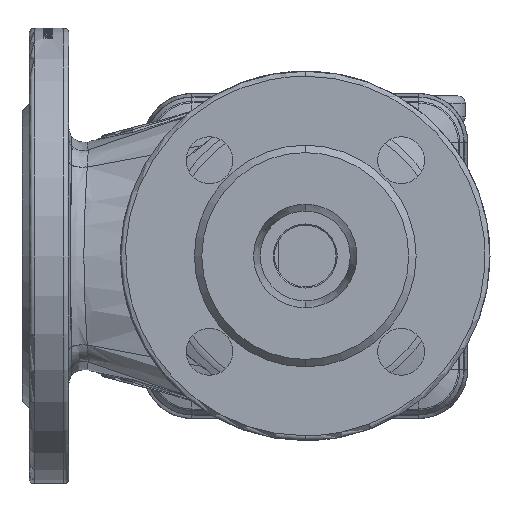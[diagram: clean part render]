
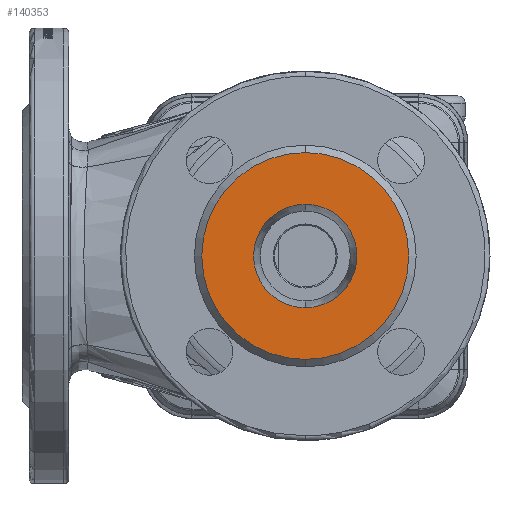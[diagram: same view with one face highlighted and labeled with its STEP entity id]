
A CAD part, front view. The second image highlights one B-rep face of the part: STEP entity #140353.
In plain terms, the highlighted planar face has unit normal (0, -1, 0).
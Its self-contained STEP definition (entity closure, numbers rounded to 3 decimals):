
#34050=CARTESIAN_POINT('',(-0.,-140.,42.));
#34051=VERTEX_POINT('',#34050);
#34052=CARTESIAN_POINT('',(0.,-140.,-42.));
#34053=VERTEX_POINT('',#34052);
#34054=CARTESIAN_POINT('',(0.,-140.,0.));
#34055=DIRECTION('',(0.,1.,0.));
#34056=DIRECTION('',(0.,-0.,1.));
#34057=AXIS2_PLACEMENT_3D('',#34054,#34055,#34056);
#34058=CIRCLE('',#34057,42.);
#34059=EDGE_CURVE('NONE',#34051,#34053,#34058,.T.);
#34092=CARTESIAN_POINT('',(0.,-140.,-21.));
#34093=VERTEX_POINT('',#34092);
#34094=CARTESIAN_POINT('',(-0.,-140.,21.));
#34095=VERTEX_POINT('',#34094);
#34096=CARTESIAN_POINT('',(0.,-140.,0.));
#34097=DIRECTION('',(0.,1.,0.));
#34098=DIRECTION('',(0.,-0.,1.));
#34099=AXIS2_PLACEMENT_3D('',#34096,#34097,#34098);
#34100=CIRCLE('',#34099,21.);
#34101=EDGE_CURVE('NONE',#34093,#34095,#34100,.T.);
#34551=CARTESIAN_POINT('',(0.,-140.,0.));
#34552=DIRECTION('',(0.,1.,0.));
#34553=DIRECTION('',(0.,-0.,1.));
#34554=AXIS2_PLACEMENT_3D('',#34551,#34552,#34553);
#34555=CIRCLE('',#34554,21.);
#34556=EDGE_CURVE('NONE',#34095,#34093,#34555,.T.);
#34575=CARTESIAN_POINT('',(0.,-140.,0.));
#34576=DIRECTION('',(0.,1.,0.));
#34577=DIRECTION('',(0.,-0.,1.));
#34578=AXIS2_PLACEMENT_3D('',#34575,#34576,#34577);
#34579=CIRCLE('',#34578,42.);
#34580=EDGE_CURVE('NONE',#34053,#34051,#34579,.T.);
#140340=CARTESIAN_POINT('',(0.,-140.,0.));
#140341=DIRECTION('',(0.,-1.,0.));
#140342=DIRECTION('',(0.,0.,-1.));
#140343=AXIS2_PLACEMENT_3D('',#140340,#140341,#140342);
#140344=PLANE('',#140343);
#140345=ORIENTED_EDGE('',*,*,#34059,.F.);
#140346=ORIENTED_EDGE('',*,*,#34580,.F.);
#140347=EDGE_LOOP('',(#140345,#140346));
#140348=FACE_BOUND('',#140347,.T.);
#140349=ORIENTED_EDGE('',*,*,#34556,.T.);
#140350=ORIENTED_EDGE('',*,*,#34101,.T.);
#140351=EDGE_LOOP('',(#140349,#140350));
#140352=FACE_BOUND('',#140351,.T.);
#140353=ADVANCED_FACE('NONE',(#140348,#140352),#140344,.T.);
